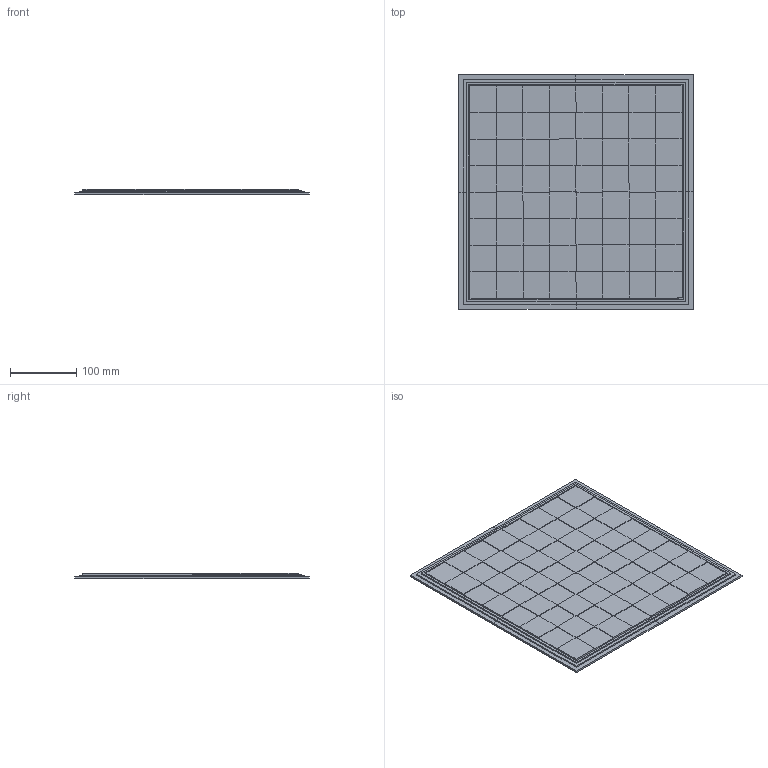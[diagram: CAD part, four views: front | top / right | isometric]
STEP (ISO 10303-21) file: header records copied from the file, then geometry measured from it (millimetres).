
FILE_DESCRIPTION(/* description */ (''),/* implementation_level */ '2;1');
FILE_NAME(/* name */ 'chess board.stp',/* time_stamp */ '2022-08-29T22:20:34-04:00',/* author */ ('natal'),/* organization */ (''),/* preprocessor_version */ 'ST-DEVELOPER v19',/* originating_system */ 'Autodesk Inventor 2023',/* authorisation */ '');
FILE_SCHEMA (('AUTOMOTIVE_DESIGN { 1 0 10303 214 3 1 1 }'));
Length unit declared in the file: millimetre
Products named in the file (3): Ensable tablero de Ajedrez; tablero ajerez; tablero ajerez_1
Assembly tree (4 placements, depth 2):
  Ensable tablero de Ajedrez
    tablero ajerez  x2
    tablero ajerez_1  x2
Bounding box: 354.07 x 354.07 x 8.4 mm (x, y, z)
Volume: 869939.2 mm3; surface area: 285350.4 mm2
Topology: 4 solids, 4 shells, 308 faces, 744 edges, 424 vertices
Faces by surface type: plane 276, cylinder 32
Entity records: 4588 total; most frequent: CARTESIAN_POINT 745, ORIENTED_EDGE 744, DIRECTION 726, EDGE_CURVE 372, LINE 340, VECTOR 340, VERTEX_POINT 212, AXIS2_PLACEMENT_3D 193
